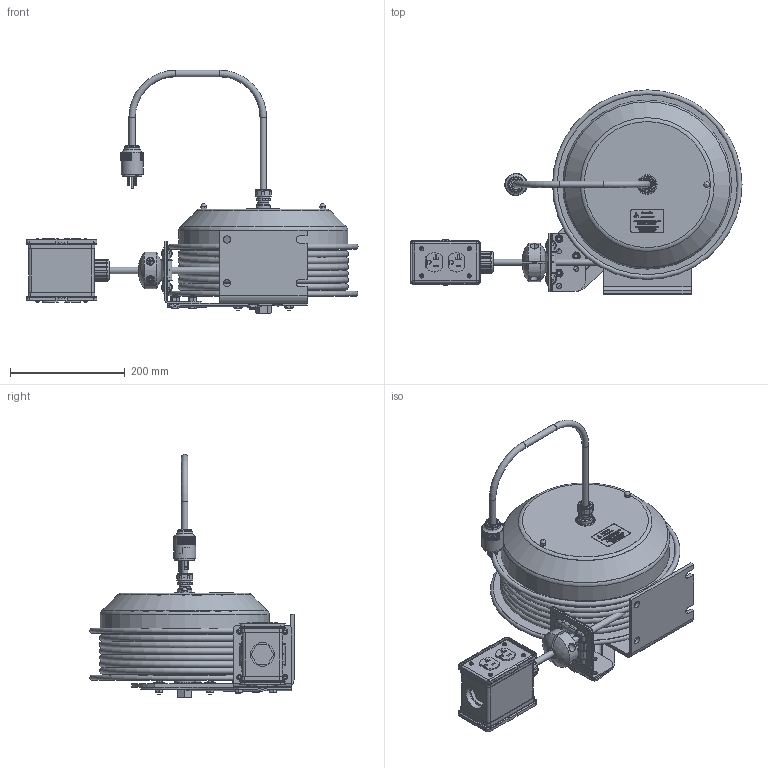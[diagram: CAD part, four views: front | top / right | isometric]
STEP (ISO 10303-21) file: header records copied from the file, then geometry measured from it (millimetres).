
FILE_DESCRIPTION(/* description */ (''),/* implementation_level */ '2;1');
FILE_NAME(/* name */ 'PC13-3512-B-B_SHARED.stp',/* time_stamp */ '2020-03-17T08:22:57-07:00',/* author */ ('NMelton'),/* organization */ (''),/* preprocessor_version */ 'ST-DEVELOPER v17',/* originating_system */ 'Autodesk Inventor 2019',/* authorisation */ '');
FILE_SCHEMA (('AUTOMOTIVE_DESIGN { 1 0 10303 214 3 1 1 }'));
Products named in the file (1): PC13-3512-B-B_SHARED
Bounding box: 578.41 x 355.6 x 424.12 mm (x, y, z)
Surface area: 1178918.9 mm2 (no closed solid volume)
Topology: 0 solids, 274 shells, 3722 faces, 16542 edges, 12632 vertices
Faces by surface type: plane 2321, bspline 551, cylinder 541, cone 157, torus 96, sphere 56
Full cylindrical faces by diameter (mm): 2.413 x1, 2.54 x1, 3.048 x2, 3.429 x8, 3.81 x3, 4.699 x4, 4.7 x46, 4.801 x2, 4.826 x3, 5.156 x2, 5.556 x1, 5.588 x1, 6.35 x50, 7.137 x8, 7.938 x3, 8.001 x2, 8.731 x7, 11.303 x4, 11.43 x3, 12.192 x8, 12.255 x1, 12.446 x1, 12.7 x2, 13.462 x2, 15.875 x3, 16.002 x1, 17.399 x1, 18.745 x1, 19.05 x5, 19.736 x1
Entity records: 188771 total; most frequent: CARTESIAN_POINT 62493, ORIENTED_EDGE 24635, DIRECTION 20771, EDGE_CURVE 16498, VERTEX_POINT 12633, LINE 9775, VECTOR 9775, AXIS2_PLACEMENT_3D 5498
